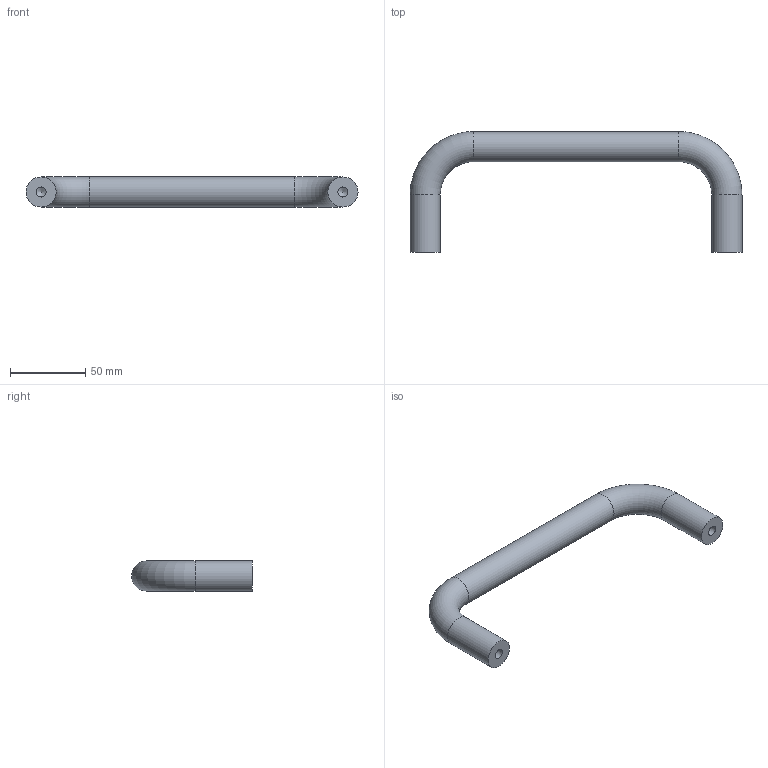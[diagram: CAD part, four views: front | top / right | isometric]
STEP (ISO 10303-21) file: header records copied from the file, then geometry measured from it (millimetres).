
FILE_DESCRIPTION(/* description */ ('STEP AP214'),/* implementation_level */ '2;1');
FILE_NAME(/* name */ '092328',/* time_stamp */ '2022-08-11T14:05:45+02:00',/* author */ ('License CC BY-ND 4.0'),/* organization */ ('CADENAS'),/* preprocessor_version */ 'ST-DEVELOPER v18.102',/* originating_system */ 'PARTsolutions',/* authorisation */ ' ');
FILE_SCHEMA (('AUTOMOTIVE_DESIGN {1 0 10303 214 3 1 1}'));
Length unit declared in the file: millimetre
Products named in the file (1): 092328
Bounding box: 220 x 80 x 20 mm (x, y, z)
Volume: 96595.9 mm3; surface area: 21205.2 mm2
Topology: 1 solids, 1 shells, 11 faces, 23 edges, 14 vertices
Faces by surface type: cylinder 5, plane 2, torus 2, cone 2
Full cylindrical faces by diameter (mm): 6.647 x2, 20 x3
Entity records: 252 total; most frequent: DIRECTION 44, CARTESIAN_POINT 34, FACE_BOUND 22, AXIS2_PLACEMENT_3D 22, ORIENTED_EDGE 20, EDGE_LOOP 20, VERTEX_POINT 12, ADVANCED_FACE 11
